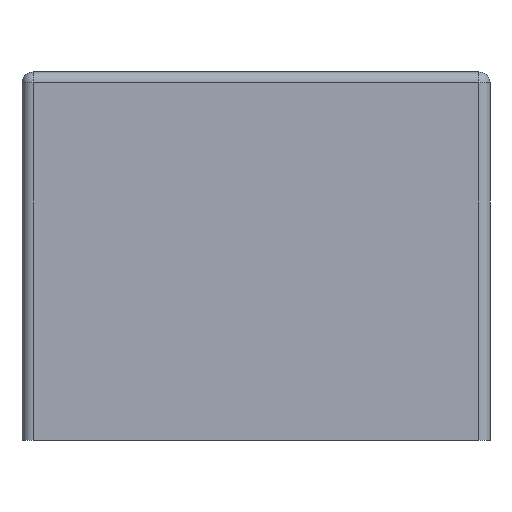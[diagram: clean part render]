
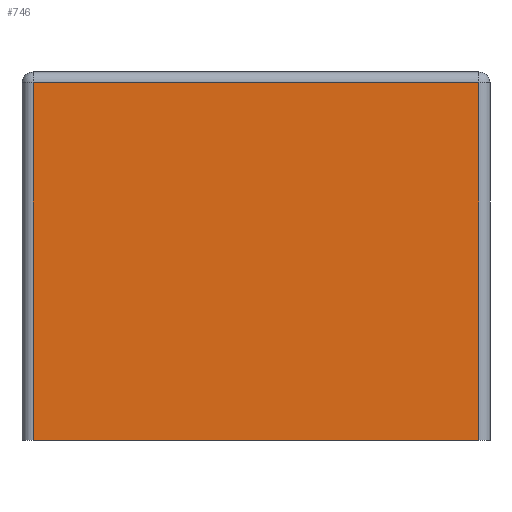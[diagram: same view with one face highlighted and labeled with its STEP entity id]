
A CAD part, front view. The second image highlights one B-rep face of the part: STEP entity #746.
In plain terms, the highlighted planar face has unit normal (0, -1, 0).
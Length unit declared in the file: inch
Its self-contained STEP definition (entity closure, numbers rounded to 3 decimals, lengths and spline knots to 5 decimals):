
#1 = CARTESIAN_POINT ( 'NONE',  ( 0.3763, 1.29377, 0.3225 ) ) ;
#3 = VECTOR ( 'NONE', #234, 39.37008 ) ;
#22 = EDGE_CURVE ( 'NONE', #737, #179, #43, .T. ) ;
#29 = LINE ( 'NONE', #95, #42 ) ;
#34 = CARTESIAN_POINT ( 'NONE',  ( 0.3763, 1.29377, 0.3125 ) ) ;
#42 = VECTOR ( 'NONE', #298, 39.37008 ) ;
#43 = LINE ( 'NONE', #232, #211 ) ;
#64 = VERTEX_POINT ( 'NONE', #223 ) ;
#95 = CARTESIAN_POINT ( 'NONE',  ( 0.3663, 1.29377, 0. ) ) ;
#119 = DIRECTION ( 'NONE',  ( 0., 0., 1. ) ) ;
#149 = AXIS2_PLACEMENT_3D ( 'NONE', #217, #702, #273 ) ;
#154 = LINE ( 'NONE', #635, #563 ) ;
#179 = VERTEX_POINT ( 'NONE', #1 ) ;
#190 = CARTESIAN_POINT ( 'NONE',  ( 0.3763, 1.29377, 0. ) ) ;
#211 = VECTOR ( 'NONE', #474, 39.37008 ) ;
#217 = CARTESIAN_POINT ( 'NONE',  ( 0.3663, 1.29377, 0.3125 ) ) ;
#223 = CARTESIAN_POINT ( 'NONE',  ( 0.7788, 1.29377, 0. ) ) ;
#232 = CARTESIAN_POINT ( 'NONE',  ( 0.3663, 1.29377, 0.3225 ) ) ;
#234 = DIRECTION ( 'NONE',  ( 0., 0., -1. ) ) ;
#273 = DIRECTION ( 'NONE',  ( 0., 0., 1. ) ) ;
#276 = PLANE ( 'NONE',  #149 ) ;
#298 = DIRECTION ( 'NONE',  ( 1., 0., 0. ) ) ;
#331 = CARTESIAN_POINT ( 'NONE',  ( 0.7788, 1.29377, 0.3225 ) ) ;
#340 = LINE ( 'NONE', #34, #3 ) ;
#353 = EDGE_CURVE ( 'NONE', #64, #737, #154, .T. ) ;
#363 = ORIENTED_EDGE ( 'NONE', *, *, #438, .T. ) ;
#374 = EDGE_CURVE ( 'NONE', #554, #64, #29, .T. ) ;
#438 = EDGE_CURVE ( 'NONE', #179, #554, #340, .T. ) ;
#452 = EDGE_LOOP ( 'NONE', ( #557, #726, #685, #363 ) ) ;
#474 = DIRECTION ( 'NONE',  ( -1., 0., 0. ) ) ;
#554 = VERTEX_POINT ( 'NONE', #190 ) ;
#557 = ORIENTED_EDGE ( 'NONE', *, *, #374, .T. ) ;
#563 = VECTOR ( 'NONE', #119, 39.37008 ) ;
#570 = FACE_OUTER_BOUND ( 'NONE', #452, .T. ) ;
#635 = CARTESIAN_POINT ( 'NONE',  ( 0.7788, 1.29377, 0.3125 ) ) ;
#685 = ORIENTED_EDGE ( 'NONE', *, *, #22, .T. ) ;
#702 = DIRECTION ( 'NONE',  ( 0., 1., 0. ) ) ;
#726 = ORIENTED_EDGE ( 'NONE', *, *, #353, .T. ) ;
#737 = VERTEX_POINT ( 'NONE', #331 ) ;
#746 = ADVANCED_FACE ( 'NONE', ( #570 ), #276, .F. ) ;
